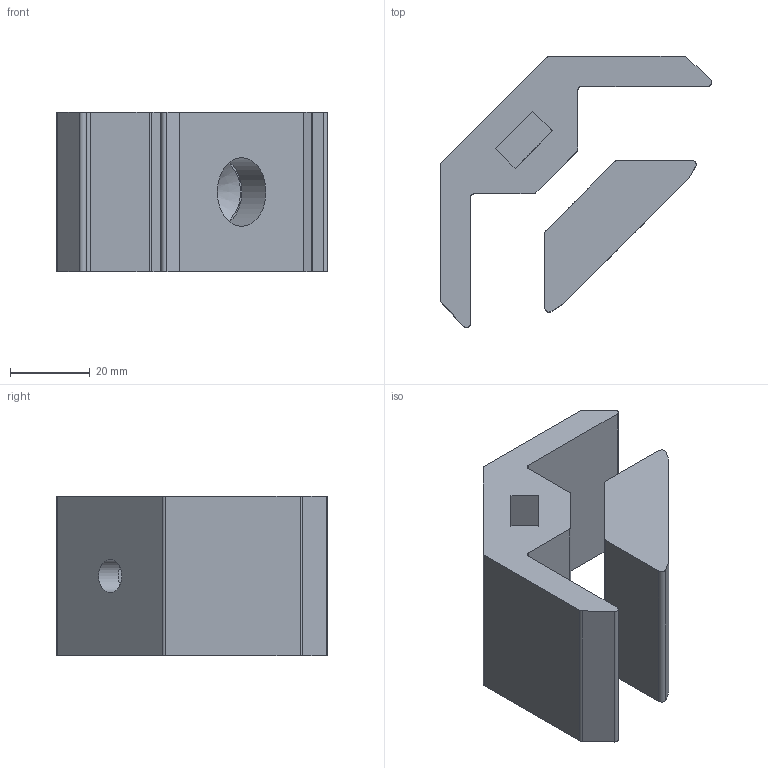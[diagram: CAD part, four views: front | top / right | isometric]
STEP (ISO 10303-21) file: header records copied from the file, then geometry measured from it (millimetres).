
FILE_DESCRIPTION(/* description */ (''),/* implementation_level */ '2;1');
FILE_NAME(/* name */ 'Connecteur L.step',/* time_stamp */ '2024-01-07T14:15:46+01:00',/* author */ (''),/* organization */ (''),/* preprocessor_version */ 'ST-DEVELOPER v19.2',/* originating_system */ 'Autodesk Translation Framework v12.4.0.73',/* authorisation */ '');
FILE_SCHEMA (('AUTOMOTIVE_DESIGN { 1 0 10303 214 3 1 1 }'));
Length unit declared in the file: millimetre
Products named in the file (3): Connecteur meuble modulaire impression rapide; Composant1; Composant2
Assembly tree (2 placements, depth 2):
  Connecteur meuble modulaire impression rapide
    Composant1
    Composant2
Bounding box: 67.84 x 67.84 x 40 mm (x, y, z)
Volume: 69051.8 mm3; surface area: 19903.4 mm2
Topology: 2 solids, 2 shells, 45 faces, 116 edges, 77 vertices
Faces by surface type: plane 26, cylinder 18, cone 1
Full cylindrical faces by diameter (mm): 8.25 x3, 17.2 x1
Entity records: 1476 total; most frequent: DIRECTION 253, CARTESIAN_POINT 243, ORIENTED_EDGE 232, EDGE_CURVE 116, AXIS2_PLACEMENT_3D 87, LINE 79, VECTOR 79, VERTEX_POINT 77
